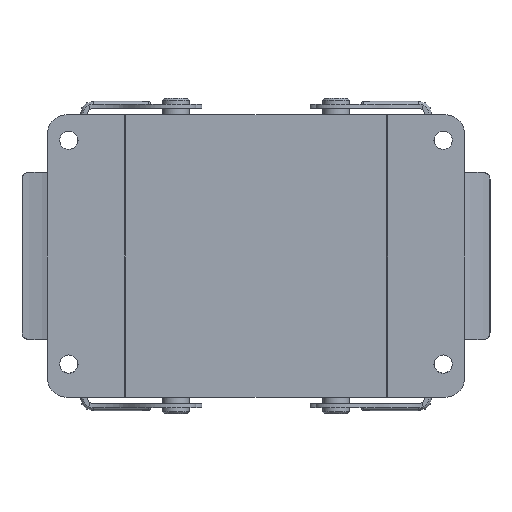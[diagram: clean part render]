
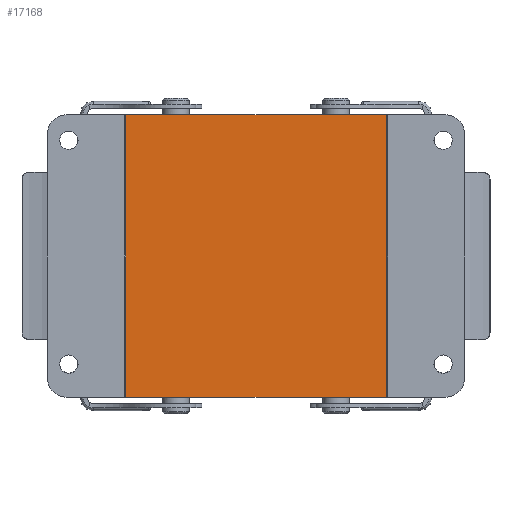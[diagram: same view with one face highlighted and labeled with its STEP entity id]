
A CAD part, front view. The second image highlights one B-rep face of the part: STEP entity #17168.
In plain terms, the highlighted planar face has unit normal (0, -1, 0).
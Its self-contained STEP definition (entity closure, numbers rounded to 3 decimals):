
#81 = CARTESIAN_POINT ( 'NONE',  ( 42.375, -87.75, -42.257 ) ) ;
#904 = VERTEX_POINT ( 'NONE', #8360 ) ;
#1479 = ORIENTED_EDGE ( 'NONE', *, *, #14964, .F. ) ;
#2334 = VECTOR ( 'NONE', #4454, 1000. ) ;
#2738 = CARTESIAN_POINT ( 'NONE',  ( -38.95, -87.75, 35.725 ) ) ;
#2831 = DIRECTION ( 'NONE',  ( 1., 0., 0. ) ) ;
#3532 = CARTESIAN_POINT ( 'NONE',  ( 38.95, -87.75, 42.257 ) ) ;
#3617 = ORIENTED_EDGE ( 'NONE', *, *, #4667, .T. ) ;
#4454 = DIRECTION ( 'NONE',  ( 0., 0., -1. ) ) ;
#4491 = LINE ( 'NONE', #6238, #21274 ) ;
#4667 = EDGE_CURVE ( 'NONE', #904, #14003, #6867, .T. ) ;
#4827 = EDGE_CURVE ( 'NONE', #9650, #19704, #20997, .T. ) ;
#6238 = CARTESIAN_POINT ( 'NONE',  ( 42.375, -87.75, 42.257 ) ) ;
#6344 = VECTOR ( 'NONE', #10158, 1000. ) ;
#6867 = LINE ( 'NONE', #2738, #2334 ) ;
#7134 = FACE_OUTER_BOUND ( 'NONE', #16745, .T. ) ;
#7369 = CARTESIAN_POINT ( 'NONE',  ( 38.95, -87.75, -42.257 ) ) ;
#7645 = VECTOR ( 'NONE', #14312, 1000. ) ;
#8360 = CARTESIAN_POINT ( 'NONE',  ( -38.95, -87.75, 42.257 ) ) ;
#9590 = CARTESIAN_POINT ( 'NONE',  ( 42.375, -87.75, 35.725 ) ) ;
#9650 = VERTEX_POINT ( 'NONE', #3532 ) ;
#10158 = DIRECTION ( 'NONE',  ( -1., 0., 0. ) ) ;
#10909 = CARTESIAN_POINT ( 'NONE',  ( 38.95, -87.75, 35.725 ) ) ;
#11197 = PLANE ( 'NONE',  #15803 ) ;
#11272 = DIRECTION ( 'NONE',  ( 0., 0., 1. ) ) ;
#14003 = VERTEX_POINT ( 'NONE', #16124 ) ;
#14312 = DIRECTION ( 'NONE',  ( 0., 0., -1. ) ) ;
#14446 = ORIENTED_EDGE ( 'NONE', *, *, #17393, .F. ) ;
#14964 = EDGE_CURVE ( 'NONE', #904, #9650, #4491, .T. ) ;
#15803 = AXIS2_PLACEMENT_3D ( 'NONE', #9590, #21263, #11272 ) ;
#16124 = CARTESIAN_POINT ( 'NONE',  ( -38.95, -87.75, -42.257 ) ) ;
#16745 = EDGE_LOOP ( 'NONE', ( #1479, #3617, #14446, #17096 ) ) ;
#17096 = ORIENTED_EDGE ( 'NONE', *, *, #4827, .F. ) ;
#17168 = ADVANCED_FACE ( 'NONE', ( #7134 ), #11197, .F. ) ;
#17393 = EDGE_CURVE ( 'NONE', #19704, #14003, #19761, .T. ) ;
#19704 = VERTEX_POINT ( 'NONE', #7369 ) ;
#19761 = LINE ( 'NONE', #81, #6344 ) ;
#20997 = LINE ( 'NONE', #10909, #7645 ) ;
#21263 = DIRECTION ( 'NONE',  ( 0., 1., 0. ) ) ;
#21274 = VECTOR ( 'NONE', #2831, 1000. ) ;
